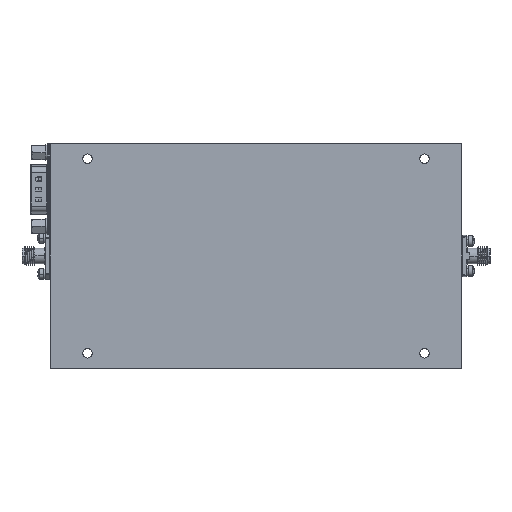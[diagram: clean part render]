
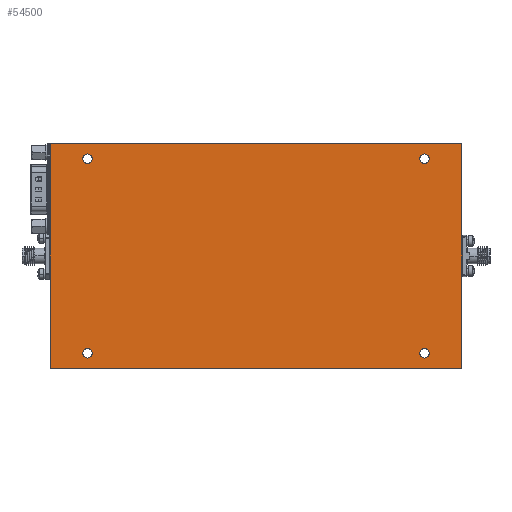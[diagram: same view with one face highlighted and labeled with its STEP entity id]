
A CAD part, front view. The second image highlights one B-rep face of the part: STEP entity #54500.
In plain terms, the highlighted planar face has unit normal (0, -1, 0).
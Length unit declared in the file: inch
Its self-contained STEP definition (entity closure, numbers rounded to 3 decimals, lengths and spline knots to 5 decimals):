
#1282 = EDGE_CURVE ( 'NONE', #49681, #18518, #23041, .T. ) ;
#2676 = AXIS2_PLACEMENT_3D ( 'NONE', #34424, #61139, #95164 ) ;
#4329 = CIRCLE ( 'NONE', #89672, 0.0625 ) ;
#5913 = EDGE_LOOP ( 'NONE', ( #18829, #56469 ) ) ;
#6224 = VERTEX_POINT ( 'NONE', #9745 ) ;
#7058 = VERTEX_POINT ( 'NONE', #98668 ) ;
#7945 = VERTEX_POINT ( 'NONE', #80623 ) ;
#8273 = FACE_BOUND ( 'NONE', #5913, .T. ) ;
#8420 = CARTESIAN_POINT ( 'NONE',  ( -2.75, -0.67, 1.5 ) ) ;
#9161 = EDGE_LOOP ( 'NONE', ( #94494, #84385, #82461, #101680 ) ) ;
#9745 = CARTESIAN_POINT ( 'NONE',  ( -2.25, -0.67, 1.2375 ) ) ;
#10074 = CARTESIAN_POINT ( 'NONE',  ( -2.25, -0.67, 1.3625 ) ) ;
#10668 = CARTESIAN_POINT ( 'NONE',  ( -2.25, -0.67, -1.3625 ) ) ;
#10696 = EDGE_CURVE ( 'NONE', #93446, #68892, #20763, .T. ) ;
#11664 = EDGE_CURVE ( 'NONE', #79218, #6224, #4329, .T. ) ;
#11689 = LINE ( 'NONE', #71345, #105859 ) ;
#12183 = EDGE_CURVE ( 'NONE', #7945, #63911, #11689, .T. ) ;
#13007 = DIRECTION ( 'NONE',  ( -1., 0., 0. ) ) ;
#14297 = LINE ( 'NONE', #79365, #45302 ) ;
#14978 = DIRECTION ( 'NONE',  ( 0., 1., 0. ) ) ;
#15038 = CARTESIAN_POINT ( 'NONE',  ( 2.25, -0.67, -1.3625 ) ) ;
#15049 = CARTESIAN_POINT ( 'NONE',  ( 2.25, -0.67, 1.3 ) ) ;
#15800 = CARTESIAN_POINT ( 'NONE',  ( 2.75, -0.67, -1.5 ) ) ;
#16744 = AXIS2_PLACEMENT_3D ( 'NONE', #50065, #42290, #67340 ) ;
#17438 = EDGE_CURVE ( 'NONE', #56321, #68573, #34393, .T. ) ;
#18518 = VERTEX_POINT ( 'NONE', #94561 ) ;
#18829 = ORIENTED_EDGE ( 'NONE', *, *, #77166, .T. ) ;
#20763 = CIRCLE ( 'NONE', #100924, 0.0625 ) ;
#21922 = AXIS2_PLACEMENT_3D ( 'NONE', #92440, #58416, #81854 ) ;
#23041 = CIRCLE ( 'NONE', #51536, 0.0625 ) ;
#28750 = EDGE_CURVE ( 'NONE', #6224, #79218, #79056, .T. ) ;
#29558 = CIRCLE ( 'NONE', #95350, 0.0625 ) ;
#32239 = DIRECTION ( 'NONE',  ( 0., 1., 0. ) ) ;
#33371 = FACE_OUTER_BOUND ( 'NONE', #9161, .T. ) ;
#33916 = FACE_BOUND ( 'NONE', #48651, .T. ) ;
#34393 = CIRCLE ( 'NONE', #21922, 0.0625 ) ;
#34424 = CARTESIAN_POINT ( 'NONE',  ( -2.25, -0.67, -1.3 ) ) ;
#38091 = ORIENTED_EDGE ( 'NONE', *, *, #77631, .T. ) ;
#39895 = CIRCLE ( 'NONE', #102189, 0.0625 ) ;
#41691 = CARTESIAN_POINT ( 'NONE',  ( -2.25, -0.67, 1.3 ) ) ;
#42290 = DIRECTION ( 'NONE',  ( 0., 1., 0. ) ) ;
#43151 = DIRECTION ( 'NONE',  ( 0., 0., 1. ) ) ;
#45302 = VECTOR ( 'NONE', #13007, 39.37008 ) ;
#48651 = EDGE_LOOP ( 'NONE', ( #109324, #62528 ) ) ;
#49494 = ORIENTED_EDGE ( 'NONE', *, *, #28750, .T. ) ;
#49558 = DIRECTION ( 'NONE',  ( 0., 0., 1. ) ) ;
#49616 = DIRECTION ( 'NONE',  ( 0., 1., 0. ) ) ;
#49681 = VERTEX_POINT ( 'NONE', #10668 ) ;
#50065 = CARTESIAN_POINT ( 'NONE',  ( -2.25, -0.67, 1.3 ) ) ;
#51536 = AXIS2_PLACEMENT_3D ( 'NONE', #107037, #49616, #66324 ) ;
#53830 = CARTESIAN_POINT ( 'NONE',  ( 2.75, -0.67, -1.5 ) ) ;
#54104 = LINE ( 'NONE', #97592, #65822 ) ;
#54500 = ADVANCED_FACE ( 'NONE', ( #33371, #74628, #33916, #82957, #8273 ), #93004, .F. ) ;
#54660 = DIRECTION ( 'NONE',  ( 1., 0., 0. ) ) ;
#56321 = VERTEX_POINT ( 'NONE', #58754 ) ;
#56469 = ORIENTED_EDGE ( 'NONE', *, *, #1282, .T. ) ;
#57938 = DIRECTION ( 'NONE',  ( 0., 0., 1. ) ) ;
#58416 = DIRECTION ( 'NONE',  ( 0., 1., 0. ) ) ;
#58754 = CARTESIAN_POINT ( 'NONE',  ( 2.25, -0.67, -1.2375 ) ) ;
#61139 = DIRECTION ( 'NONE',  ( 0., 1., 0. ) ) ;
#62528 = ORIENTED_EDGE ( 'NONE', *, *, #10696, .T. ) ;
#62917 = ORIENTED_EDGE ( 'NONE', *, *, #11664, .T. ) ;
#63911 = VERTEX_POINT ( 'NONE', #8420 ) ;
#64080 = CARTESIAN_POINT ( 'NONE',  ( 2.25, -0.67, -1.3 ) ) ;
#64205 = EDGE_CURVE ( 'NONE', #75693, #7945, #14297, .T. ) ;
#65822 = VECTOR ( 'NONE', #54660, 39.37008 ) ;
#66162 = DIRECTION ( 'NONE',  ( 0., 1., 0. ) ) ;
#66324 = DIRECTION ( 'NONE',  ( 0., 0., 1. ) ) ;
#67340 = DIRECTION ( 'NONE',  ( 0., 0., 1. ) ) ;
#68573 = VERTEX_POINT ( 'NONE', #15038 ) ;
#68761 = AXIS2_PLACEMENT_3D ( 'NONE', #108620, #32239, #49558 ) ;
#68892 = VERTEX_POINT ( 'NONE', #103362 ) ;
#71345 = CARTESIAN_POINT ( 'NONE',  ( -2.75, -0.67, -1.5 ) ) ;
#73323 = LINE ( 'NONE', #53830, #102160 ) ;
#74628 = FACE_BOUND ( 'NONE', #100741, .T. ) ;
#75257 = DIRECTION ( 'NONE',  ( 0., 1., 0. ) ) ;
#75693 = VERTEX_POINT ( 'NONE', #15800 ) ;
#77166 = EDGE_CURVE ( 'NONE', #18518, #49681, #95197, .T. ) ;
#77631 = EDGE_CURVE ( 'NONE', #68573, #56321, #29558, .T. ) ;
#79056 = CIRCLE ( 'NONE', #16744, 0.0625 ) ;
#79218 = VERTEX_POINT ( 'NONE', #10074 ) ;
#79365 = CARTESIAN_POINT ( 'NONE',  ( -2.75, -0.67, -1.5 ) ) ;
#80623 = CARTESIAN_POINT ( 'NONE',  ( -2.75, -0.67, -1.5 ) ) ;
#81854 = DIRECTION ( 'NONE',  ( 0., 0., 1. ) ) ;
#82461 = ORIENTED_EDGE ( 'NONE', *, *, #88818, .F. ) ;
#82957 = FACE_BOUND ( 'NONE', #97711, .T. ) ;
#84385 = ORIENTED_EDGE ( 'NONE', *, *, #64205, .F. ) ;
#88818 = EDGE_CURVE ( 'NONE', #7058, #75693, #73323, .T. ) ;
#89489 = DIRECTION ( 'NONE',  ( 0., 0., -1. ) ) ;
#89672 = AXIS2_PLACEMENT_3D ( 'NONE', #41691, #66162, #109632 ) ;
#90295 = EDGE_CURVE ( 'NONE', #63911, #7058, #54104, .T. ) ;
#92440 = CARTESIAN_POINT ( 'NONE',  ( 2.25, -0.67, -1.3 ) ) ;
#93004 = PLANE ( 'NONE',  #68761 ) ;
#93446 = VERTEX_POINT ( 'NONE', #106761 ) ;
#93541 = EDGE_CURVE ( 'NONE', #68892, #93446, #39895, .T. ) ;
#94494 = ORIENTED_EDGE ( 'NONE', *, *, #12183, .F. ) ;
#94561 = CARTESIAN_POINT ( 'NONE',  ( -2.25, -0.67, -1.2375 ) ) ;
#95164 = DIRECTION ( 'NONE',  ( 0., 0., 1. ) ) ;
#95197 = CIRCLE ( 'NONE', #2676, 0.0625 ) ;
#95350 = AXIS2_PLACEMENT_3D ( 'NONE', #64080, #14978, #97522 ) ;
#97522 = DIRECTION ( 'NONE',  ( 0., 0., 1. ) ) ;
#97592 = CARTESIAN_POINT ( 'NONE',  ( -2.75, -0.67, 1.5 ) ) ;
#97711 = EDGE_LOOP ( 'NONE', ( #108987, #38091 ) ) ;
#98668 = CARTESIAN_POINT ( 'NONE',  ( 2.75, -0.67, 1.5 ) ) ;
#100741 = EDGE_LOOP ( 'NONE', ( #62917, #49494 ) ) ;
#100924 = AXIS2_PLACEMENT_3D ( 'NONE', #15049, #75257, #57938 ) ;
#101680 = ORIENTED_EDGE ( 'NONE', *, *, #90295, .F. ) ;
#102160 = VECTOR ( 'NONE', #89489, 39.37008 ) ;
#102189 = AXIS2_PLACEMENT_3D ( 'NONE', #110058, #102258, #43151 ) ;
#102258 = DIRECTION ( 'NONE',  ( 0., 1., 0. ) ) ;
#103362 = CARTESIAN_POINT ( 'NONE',  ( 2.25, -0.67, 1.3625 ) ) ;
#105859 = VECTOR ( 'NONE', #105940, 39.37008 ) ;
#105940 = DIRECTION ( 'NONE',  ( 0., 0., 1. ) ) ;
#106761 = CARTESIAN_POINT ( 'NONE',  ( 2.25, -0.67, 1.2375 ) ) ;
#107037 = CARTESIAN_POINT ( 'NONE',  ( -2.25, -0.67, -1.3 ) ) ;
#108620 = CARTESIAN_POINT ( 'NONE',  ( 0., -0.67, 0. ) ) ;
#108987 = ORIENTED_EDGE ( 'NONE', *, *, #17438, .T. ) ;
#109324 = ORIENTED_EDGE ( 'NONE', *, *, #93541, .T. ) ;
#109632 = DIRECTION ( 'NONE',  ( 0., 0., 1. ) ) ;
#110058 = CARTESIAN_POINT ( 'NONE',  ( 2.25, -0.67, 1.3 ) ) ;
